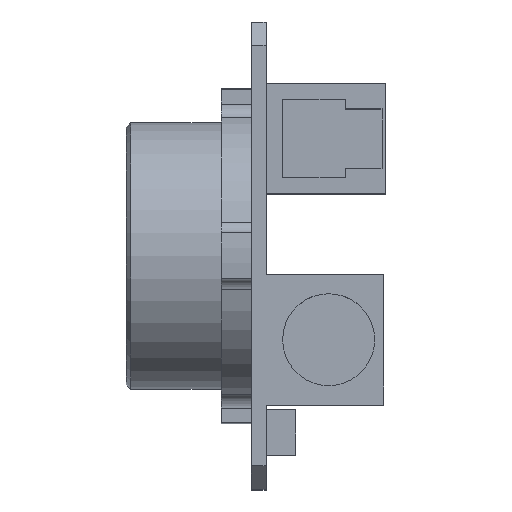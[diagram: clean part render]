
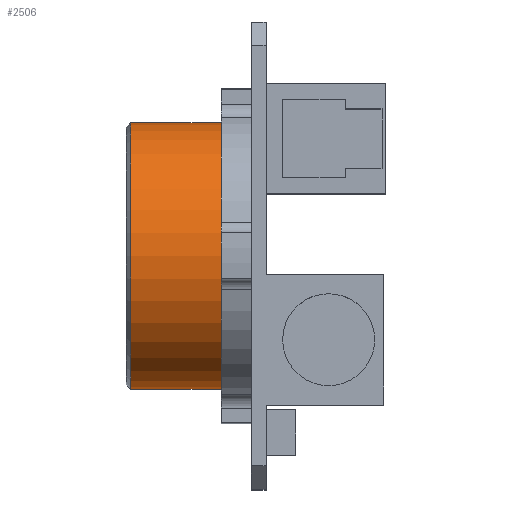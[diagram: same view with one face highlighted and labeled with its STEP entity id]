
A CAD part, top view. The second image highlights one B-rep face of the part: STEP entity #2506.
In plain terms, the highlighted cylindrical face has radius 14.5 mm (diameter 29 mm), a partial arc.
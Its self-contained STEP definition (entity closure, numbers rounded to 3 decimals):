
#510=CARTESIAN_POINT('',(-3.3,-25.4,-30.48));
#511=DIRECTION('',(1.,0.,0.));
#512=DIRECTION('',(0.,1.,0.));
#513=AXIS2_PLACEMENT_3D('',#510,#511,#512);
#612=DIRECTION('',(1.,0.,0.));
#613=VECTOR('',#612,9.8);
#614=CARTESIAN_POINT('',(-13.1,-39.9,
-30.48));
#615=LINE('',#614,#613);
#624=CARTESIAN_POINT('',(-13.1,-25.4,-30.48));
#625=DIRECTION('',(1.,0.,0.));
#626=DIRECTION('',(0.,1.,0.));
#627=AXIS2_PLACEMENT_3D('',#624,#625,#626);
#629=DIRECTION('',(1.,0.,0.));
#630=VECTOR('',#629,9.8);
#631=CARTESIAN_POINT('',(-13.1,-10.9,
-30.48));
#632=LINE('',#631,#630);
#1618=CARTESIAN_POINT('',(-3.3,-39.9,-30.48));
#1619=CARTESIAN_POINT('',(-3.3,-10.9,-30.48));
#1620=VERTEX_POINT('',#1618);
#1621=VERTEX_POINT('',#1619);
#1774=CARTESIAN_POINT('',(-13.1,-10.9,-30.48));
#1775=CARTESIAN_POINT('',(-13.1,-39.9,-30.48));
#1776=VERTEX_POINT('',#1774);
#1777=VERTEX_POINT('',#1775);
#2495=CARTESIAN_POINT('',(-14.3,-25.4,-30.48));
#2496=DIRECTION('',(-1.,0.,0.));
#2497=DIRECTION('',(0.,-1.,0.));
#2498=AXIS2_PLACEMENT_3D('',#2495,#2496,#2497);
#2499=CYLINDRICAL_SURFACE('',#2498,14.5);
#2500=ORIENTED_EDGE('',*,*,#2486,.F.);
#2501=ORIENTED_EDGE('',*,*,#2461,.T.);
#2502=ORIENTED_EDGE('',*,*,#2424,.T.);
#2503=ORIENTED_EDGE('',*,*,#2458,.F.);
#2504=EDGE_LOOP('',(#2500,#2501,#2502,#2503));
#2505=FACE_OUTER_BOUND('',#2504,.F.);
#2506=ADVANCED_FACE('',(#2505),#2499,.T.);
#514=CIRCLE('',#513,14.5);
#628=CIRCLE('',#627,14.5);
#2424=EDGE_CURVE('',#1621,#1620,#514,.T.);
#2458=EDGE_CURVE('',#1777,#1620,#615,.T.);
#2461=EDGE_CURVE('',#1776,#1621,#632,.T.);
#2486=EDGE_CURVE('',#1776,#1777,#628,.T.);
